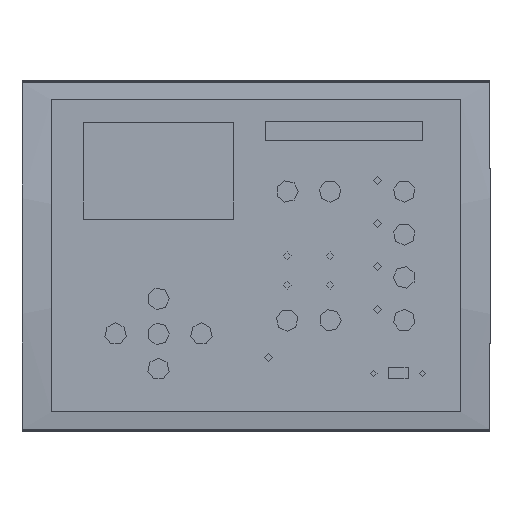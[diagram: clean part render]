
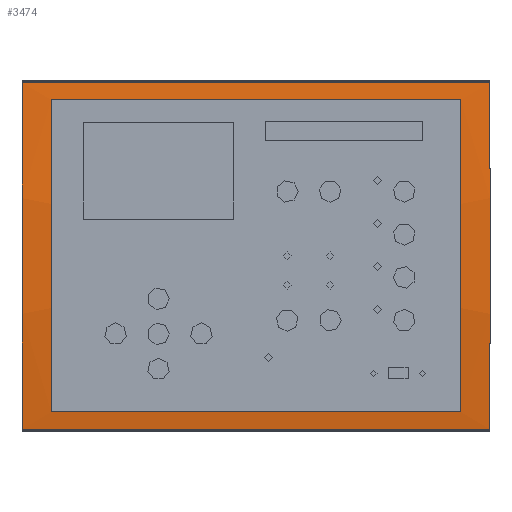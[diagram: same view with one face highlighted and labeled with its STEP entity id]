
A CAD part, top view. The second image highlights one B-rep face of the part: STEP entity #3474.
In plain terms, the highlighted cylindrical face has radius 706.077 mm (diameter 1412.15 mm), a partial arc.
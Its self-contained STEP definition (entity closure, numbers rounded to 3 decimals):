
#157=LINE($,#5265,#559);
#159=LINE($,#5271,#561);
#160=LINE($,#5277,#562);
#161=LINE($,#5280,#563);
#559=VECTOR($,#4242,210.);
#561=VECTOR($,#4250,210.);
#562=VECTOR($,#4255,240.);
#563=VECTOR($,#4258,240.);
#1130=FACE_BOUND($,#1463,.T.);
#1203=FACE_OUTER_BOUND($,#1462,.T.);
#1462=EDGE_LOOP($,(#2667,#2668,#2669,#2670));
#1463=EDGE_LOOP($,(#2671,#2672,#2673,#2674));
#1655=CIRCLE($,#3752,706.077);
#1656=CIRCLE($,#3755,706.077);
#1657=CIRCLE($,#3758,706.077);
#1658=CIRCLE($,#3759,706.077);
#1803=VERTEX_POINT($,#5257);
#1804=VERTEX_POINT($,#5259);
#1805=VERTEX_POINT($,#5263);
#1806=VERTEX_POINT($,#5267);
#1807=VERTEX_POINT($,#5273);
#1808=VERTEX_POINT($,#5274);
#1809=VERTEX_POINT($,#5276);
#1810=VERTEX_POINT($,#5278);
#2128=EDGE_CURVE($,#1804,#1803,#1655,.T.);
#2131=EDGE_CURVE($,#1803,#1805,#157,.T.);
#2133=EDGE_CURVE($,#1805,#1806,#1656,.T.);
#2134=EDGE_CURVE($,#1806,#1804,#159,.T.);
#2135=EDGE_CURVE($,#1807,#1808,#1657,.T.);
#2136=EDGE_CURVE($,#1808,#1809,#160,.T.);
#2137=EDGE_CURVE($,#1810,#1809,#1658,.T.);
#2138=EDGE_CURVE($,#1807,#1810,#161,.T.);
#2667=ORIENTED_EDGE($,*,*,#2135,.T.);
#2668=ORIENTED_EDGE($,*,*,#2136,.T.);
#2669=ORIENTED_EDGE($,*,*,#2137,.F.);
#2670=ORIENTED_EDGE($,*,*,#2138,.F.);
#2671=ORIENTED_EDGE($,*,*,#2134,.T.);
#2672=ORIENTED_EDGE($,*,*,#2128,.T.);
#2673=ORIENTED_EDGE($,*,*,#2131,.T.);
#2674=ORIENTED_EDGE($,*,*,#2133,.T.);
#3383=CYLINDRICAL_SURFACE($,#3757,706.077);
#3474=ADVANCED_FACE($,(#1203,#1130),#3383,.T.);
#3752=AXIS2_PLACEMENT_3D($,#5260,#4236,#4237);
#3755=AXIS2_PLACEMENT_3D($,#5269,#4246,#4247);
#3757=AXIS2_PLACEMENT_3D($,#5272,#4251,#4252);
#3758=AXIS2_PLACEMENT_3D($,#5275,#4253,#4254);
#3759=AXIS2_PLACEMENT_3D($,#5279,#4256,#4257);
#4236=DIRECTION('center_axis',(-1.,0.,0.));
#4237=DIRECTION('ref_axis',(0.,-0.126,0.992));
#4242=DIRECTION($,(1.,0.,0.));
#4246=DIRECTION('center_axis',(1.,0.,0.));
#4247=DIRECTION('ref_axis',(0.,-0.126,0.992));
#4250=DIRECTION($,(-1.,0.,0.));
#4251=DIRECTION('center_axis',(-1.,0.,0.));
#4252=DIRECTION('ref_axis',(0.,-0.126,0.992));
#4253=DIRECTION('center_axis',(-1.,0.,0.));
#4254=DIRECTION('ref_axis',(0.,-0.126,0.992));
#4255=DIRECTION($,(-1.,0.,0.));
#4256=DIRECTION('center_axis',(-1.,0.,0.));
#4257=DIRECTION('ref_axis',(0.,-0.126,0.992));
#4258=DIRECTION($,(-1.,0.,0.));
#5257=CARTESIAN_POINT('',(15.,79.997,33.926));
#5259=CARTESIAN_POINT('',(15.,-80.003,33.926));
#5260=CARTESIAN_POINT('Origin',(15.,-0.003,-667.604));
#5263=CARTESIAN_POINT('',(225.,79.997,33.926));
#5265=CARTESIAN_POINT($,(240.,79.997,33.926));
#5267=CARTESIAN_POINT('',(225.,-80.003,33.926));
#5269=CARTESIAN_POINT('Origin',(225.,-0.003,-667.604));
#5271=CARTESIAN_POINT($,(240.,-80.003,33.926));
#5272=CARTESIAN_POINT('Origin',(240.,-0.003,-667.604));
#5273=CARTESIAN_POINT('',(240.,-88.902,32.854));
#5274=CARTESIAN_POINT('',(240.,88.896,32.854));
#5275=CARTESIAN_POINT('Origin',(240.,-0.003,-667.604));
#5276=CARTESIAN_POINT('',(0.,88.896,32.854));
#5277=CARTESIAN_POINT($,(240.,88.896,32.854));
#5278=CARTESIAN_POINT('',(0.,-88.902,32.854));
#5279=CARTESIAN_POINT('Origin',(0.,-0.003,
-667.604));
#5280=CARTESIAN_POINT($,(240.,-88.902,32.854));
